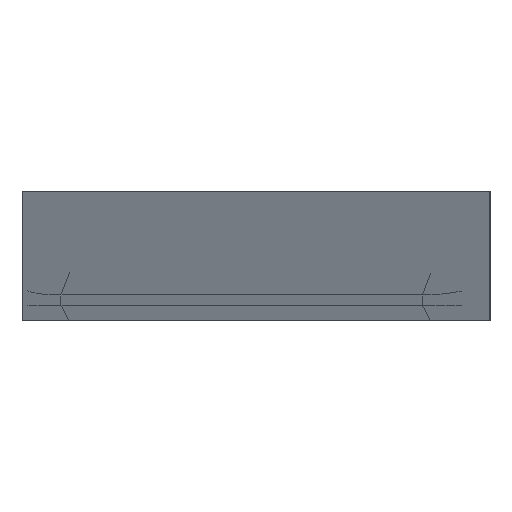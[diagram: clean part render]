
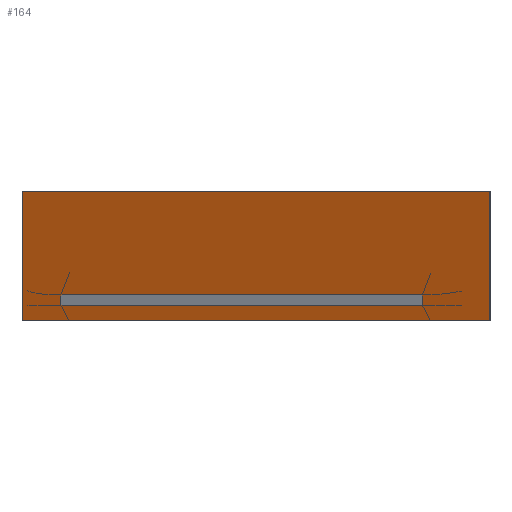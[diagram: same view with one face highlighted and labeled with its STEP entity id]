
A CAD part, left-side view. The second image highlights one B-rep face of the part: STEP entity #164.
In plain terms, the highlighted planar face has unit normal (-0.866, 0.5, 0).
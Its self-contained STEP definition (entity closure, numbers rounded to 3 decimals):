
#164=ADVANCED_FACE('',(#1115,#1117),#1119,.T.);
#1115=FACE_BOUND('',#1116,.T.);
#1116=EDGE_LOOP('',(#1774,#1775,#1776,#1777));
#1117=FACE_BOUND('',#1118,.T.);
#1118=EDGE_LOOP('',(#1778,#1779,#1780,#1781));
#1119=PLANE('',#1120);
#1120=AXIS2_PLACEMENT_3D('',#1121,#1122,#1123);
#1121=CARTESIAN_POINT('',(-174.608,9.,0.));
#1122=DIRECTION('',(-0.866,0.5,0.));
#1123=DIRECTION('',(-0.5,-0.866,0.));
#1774=ORIENTED_EDGE('',*,*,#2101,.T.);
#1775=ORIENTED_EDGE('',*,*,#2119,.T.);
#1776=ORIENTED_EDGE('',*,*,#2112,.F.);
#1777=ORIENTED_EDGE('',*,*,#2126,.F.);
#1778=ORIENTED_EDGE('',*,*,#2127,.T.);
#1779=ORIENTED_EDGE('',*,*,#2128,.T.);
#1780=ORIENTED_EDGE('',*,*,#2129,.T.);
#1781=ORIENTED_EDGE('',*,*,#2130,.T.);
#2101=EDGE_CURVE('',#2464,#2462,#2465,.T.);
#2112=EDGE_CURVE('',#2484,#2486,#2487,.T.);
#2119=EDGE_CURVE('',#2462,#2486,#2498,.T.);
#2126=EDGE_CURVE('',#2464,#2484,#2511,.T.);
#2127=EDGE_CURVE('',#2512,#2513,#2514,.F.);
#2128=EDGE_CURVE('',#2513,#2515,#2516,.F.);
#2129=EDGE_CURVE('',#2515,#2517,#2518,.T.);
#2130=EDGE_CURVE('',#2517,#2512,#2519,.F.);
#2462=VERTEX_POINT('',#3417);
#2464=VERTEX_POINT('',#3421);
#2465=LINE('',#3422,#3423);
#2484=VERTEX_POINT('',#3464);
#2486=VERTEX_POINT('',#3468);
#2487=LINE('',#3469,#3470);
#2498=LINE('',#3495,#3496);
#2511=LINE('',#3535,#3536);
#2512=VERTEX_POINT('',#3538);
#2513=VERTEX_POINT('',#3539);
#2514=LINE('',#3540,#3541);
#2515=VERTEX_POINT('',#3543);
#2516=LINE('',#3544,#3545);
#2517=VERTEX_POINT('',#3547);
#2518=LINE('',#3548,#3549);
#2519=LINE('',#3551,#3552);
#3417=CARTESIAN_POINT('',(-185.,-9.,0.));
#3421=CARTESIAN_POINT('',(-174.608,9.,0.));
#3422=CARTESIAN_POINT('',(-174.608,9.,0.));
#3423=VECTOR('',#3424,1.);
#3424=DIRECTION('',(-0.5,-0.866,0.));
#3464=CARTESIAN_POINT('',(-174.608,9.,5.));
#3468=CARTESIAN_POINT('',(-185.,-9.,5.));
#3469=CARTESIAN_POINT('',(-174.608,9.,5.));
#3470=VECTOR('',#3471,1.);
#3471=DIRECTION('',(-0.5,-0.866,0.));
#3495=CARTESIAN_POINT('',(-185.,-9.,0.));
#3496=VECTOR('',#3497,1.);
#3497=DIRECTION('',(0.,0.,1.));
#3535=CARTESIAN_POINT('',(-174.608,9.,0.));
#3536=VECTOR('',#3537,1.);
#3537=DIRECTION('',(0.,0.,1.));
#3538=CARTESIAN_POINT('',(-183.5,-6.402,1.));
#3539=CARTESIAN_POINT('',(-183.5,-6.402,0.6));
#3540=CARTESIAN_POINT('',(-183.5,-6.402,0.6));
#3541=VECTOR('',#3542,1.);
#3542=DIRECTION('',(0.,0.,1.));
#3543=CARTESIAN_POINT('',(-175.474,7.5,0.6));
#3544=CARTESIAN_POINT('',(-175.474,7.5,0.6));
#3545=VECTOR('',#3546,1.);
#3546=DIRECTION('',(-0.5,-0.866,0.));
#3547=CARTESIAN_POINT('',(-175.474,7.5,1.));
#3548=CARTESIAN_POINT('',(-175.474,7.5,0.6));
#3549=VECTOR('',#3550,1.);
#3550=DIRECTION('',(0.,0.,1.));
#3551=CARTESIAN_POINT('',(-183.5,-6.402,1.));
#3552=VECTOR('',#3553,1.);
#3553=DIRECTION('',(0.5,0.866,0.));
